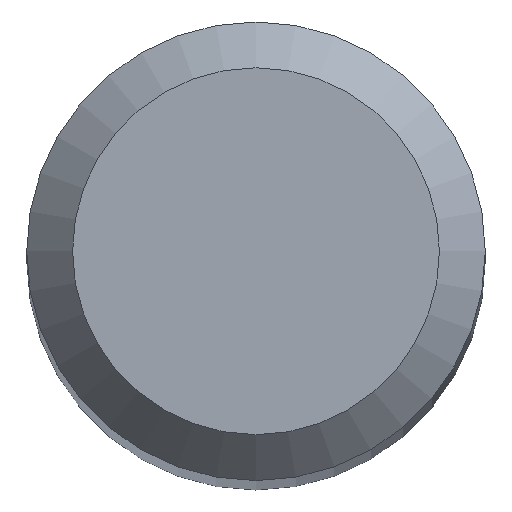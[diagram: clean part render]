
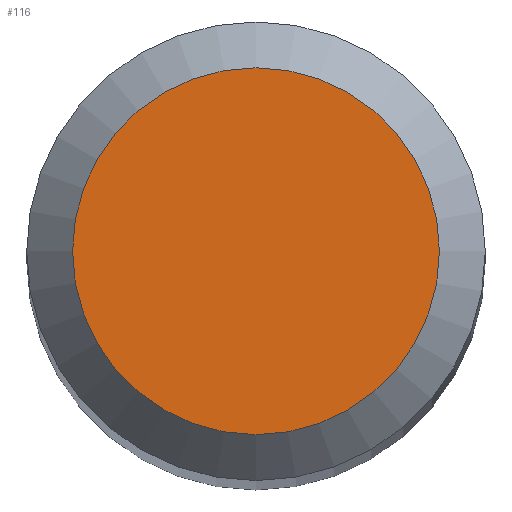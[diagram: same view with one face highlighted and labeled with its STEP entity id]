
A CAD part, top view. The second image highlights one B-rep face of the part: STEP entity #116.
In plain terms, the highlighted planar face has unit normal (0, 0, 1).
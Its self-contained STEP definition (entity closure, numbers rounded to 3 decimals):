
#1 = FACE_OUTER_BOUND ( 'NONE', #43, .T. ) ;
#8 = CARTESIAN_POINT ( 'NONE',  ( 0., 1.2, 38. ) ) ;
#15 = DIRECTION ( 'NONE',  ( 0., 0., -1. ) ) ;
#19 = AXIS2_PLACEMENT_3D ( 'NONE', #174, #15, #112 ) ;
#37 = PLANE ( 'NONE',  #19 ) ;
#43 = EDGE_LOOP ( 'NONE', ( #168 ) ) ;
#52 = CIRCLE ( 'NONE', #138, 1.2 ) ;
#76 = EDGE_CURVE ( 'NONE', #107, #107, #52, .T. ) ;
#107 = VERTEX_POINT ( 'NONE', #8 ) ;
#112 = DIRECTION ( 'NONE',  ( 0., 1., 0. ) ) ;
#116 = ADVANCED_FACE ( 'NONE', ( #1 ), #37, .F. ) ;
#138 = AXIS2_PLACEMENT_3D ( 'NONE', #146, #175, #150 ) ;
#146 = CARTESIAN_POINT ( 'NONE',  ( 0., 0., 38. ) ) ;
#150 = DIRECTION ( 'NONE',  ( 0., 1., 0. ) ) ;
#168 = ORIENTED_EDGE ( 'NONE', *, *, #76, .F. ) ;
#174 = CARTESIAN_POINT ( 'NONE',  ( 0., 0., 38. ) ) ;
#175 = DIRECTION ( 'NONE',  ( 0., 0., -1. ) ) ;
